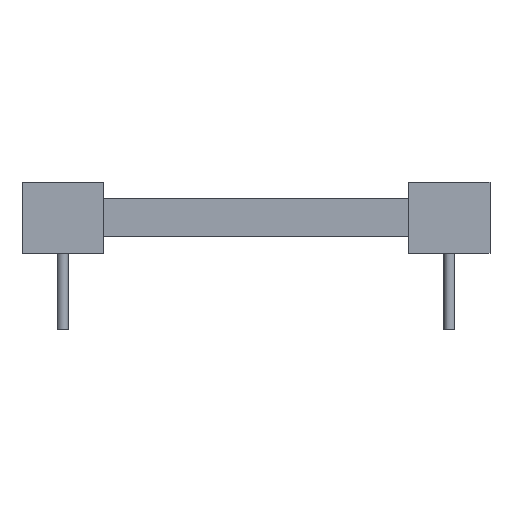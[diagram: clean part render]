
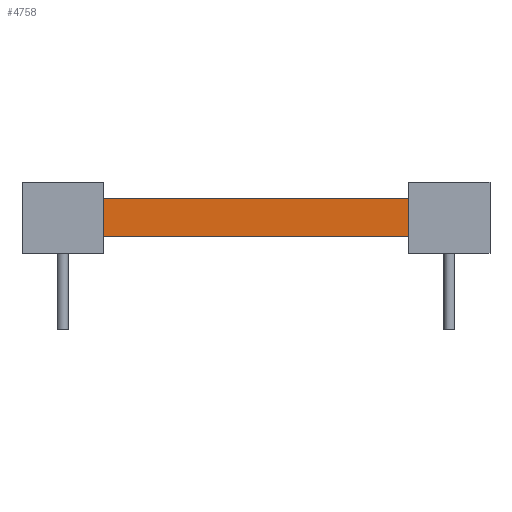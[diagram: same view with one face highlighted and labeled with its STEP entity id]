
A CAD part, front view. The second image highlights one B-rep face of the part: STEP entity #4758.
In plain terms, the highlighted planar face has unit normal (0, -1, 0).
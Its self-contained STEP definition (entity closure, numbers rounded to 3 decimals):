
#3905 = VERTEX_POINT('',#3906);
#3906 = CARTESIAN_POINT('',(13.64,-29.21,0.65));
#3956 = VERTEX_POINT('',#3957);
#3957 = CARTESIAN_POINT('',(13.64,-29.21,2.15));
#4144 = VERTEX_POINT('',#4145);
#4145 = CARTESIAN_POINT('',(1.6,-29.21,0.65));
#4173 = VERTEX_POINT('',#4174);
#4174 = CARTESIAN_POINT('',(1.6,-29.21,2.15));
#4367 = EDGE_CURVE('',#3905,#3956,#4368,.T.);
#4368 = LINE('',#4369,#4370);
#4369 = CARTESIAN_POINT('',(13.64,-29.21,0.65));
#4370 = VECTOR('',#4371,1.);
#4371 = DIRECTION('',(0.,0.,1.));
#4397 = EDGE_CURVE('',#4144,#3905,#4398,.T.);
#4398 = LINE('',#4399,#4400);
#4399 = CARTESIAN_POINT('',(1.6,-29.21,0.65));
#4400 = VECTOR('',#4401,1.);
#4401 = DIRECTION('',(1.,0.,0.));
#4442 = EDGE_CURVE('',#4173,#3956,#4443,.T.);
#4443 = LINE('',#4444,#4445);
#4444 = CARTESIAN_POINT('',(1.6,-29.21,2.15));
#4445 = VECTOR('',#4446,1.);
#4446 = DIRECTION('',(1.,0.,0.));
#4594 = EDGE_CURVE('',#4144,#4173,#4595,.T.);
#4595 = LINE('',#4596,#4597);
#4596 = CARTESIAN_POINT('',(1.6,-29.21,0.65));
#4597 = VECTOR('',#4598,1.);
#4598 = DIRECTION('',(0.,0.,1.));
#4758 = ADVANCED_FACE('',(#4759),#4765,.F.);
#4759 = FACE_BOUND('',#4760,.F.);
#4760 = EDGE_LOOP('',(#4761,#4762,#4763,#4764));
#4761 = ORIENTED_EDGE('',*,*,#4397,.F.);
#4762 = ORIENTED_EDGE('',*,*,#4594,.T.);
#4763 = ORIENTED_EDGE('',*,*,#4442,.T.);
#4764 = ORIENTED_EDGE('',*,*,#4367,.F.);
#4765 = PLANE('',#4766);
#4766 = AXIS2_PLACEMENT_3D('',#4767,#4768,#4769);
#4767 = CARTESIAN_POINT('',(1.6,-29.21,0.65));
#4768 = DIRECTION('',(0.,1.,0.));
#4769 = DIRECTION('',(0.,0.,1.));
